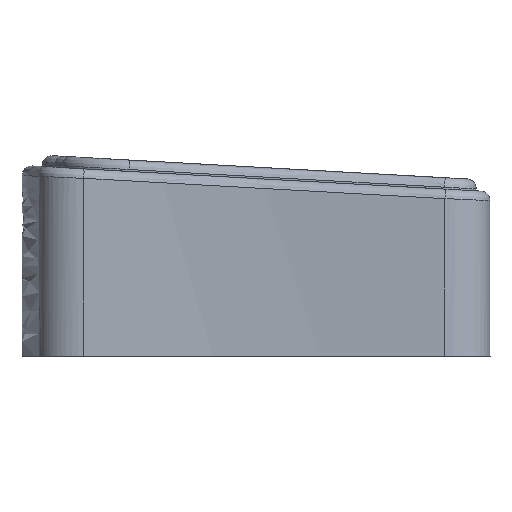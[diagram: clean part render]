
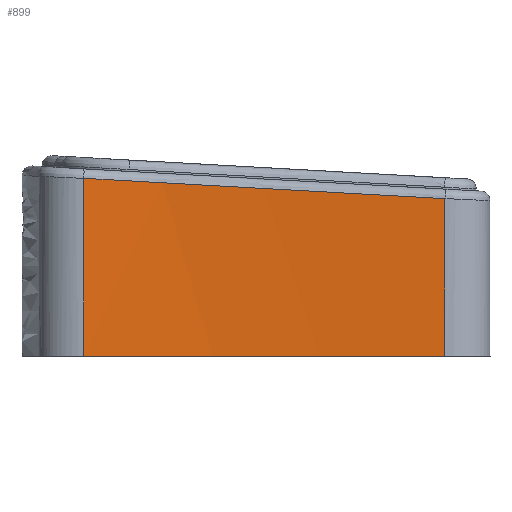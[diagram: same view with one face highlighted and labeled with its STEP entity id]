
A CAD part, left-side view. The second image highlights one B-rep face of the part: STEP entity #899.
In plain terms, the highlighted free-form (B-spline) face has degree [2, 1] with [3, 2] control points.
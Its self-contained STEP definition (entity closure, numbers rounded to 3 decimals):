
#899=ADVANCED_FACE('',(#1739),#15022,.T.);
#1739=FACE_OUTER_BOUND('',#2987,.T.);
#2987=EDGE_LOOP('',(#5963,#5964,#5965,#5966,#5967));
#5963=ORIENTED_EDGE('',*,*,#9519,.T.);
#5964=ORIENTED_EDGE('',*,*,#9506,.T.);
#5965=ORIENTED_EDGE('',*,*,#9465,.F.);
#5966=ORIENTED_EDGE('',*,*,#9466,.T.);
#5967=ORIENTED_EDGE('',*,*,#9463,.T.);
#9463=EDGE_CURVE('',#13798,#13828,#11921,.T.);
#9465=EDGE_CURVE('',#13799,#13829,#11922,.T.);
#9466=EDGE_CURVE('',#13799,#13798,#11819,.T.);
#9506=EDGE_CURVE('',#13832,#13829,#11961,.T.);
#9519=EDGE_CURVE('',#13828,#13832,#11826,.T.);
#11819=(
BOUNDED_CURVE()
B_SPLINE_CURVE(2,(#34635,#34636,#34637),.UNSPECIFIED.,.F.,.F.)
B_SPLINE_CURVE_WITH_KNOTS((3,3),(30.681,110.789),
 .UNSPECIFIED.)
CURVE()
GEOMETRIC_REPRESENTATION_ITEM()
RATIONAL_B_SPLINE_CURVE((1.,1.,1.))
REPRESENTATION_ITEM('')
);
#11826=(
BOUNDED_CURVE()
B_SPLINE_CURVE(3,(#35274,#35275,#35276,#35277,#35278,#35279,#35280,#35281),
 .UNSPECIFIED.,.F.,.F.)
B_SPLINE_CURVE_WITH_KNOTS((4,1,1,1,1,4),(-0.14,22.793,
47.135,71.476,84.208,95.834),
 .UNSPECIFIED.)
CURVE()
GEOMETRIC_REPRESENTATION_ITEM()
RATIONAL_B_SPLINE_CURVE((1.,1.,1.,1.,1.,1.,
1.,1.))
REPRESENTATION_ITEM('')
);
#11921=B_SPLINE_CURVE_WITH_KNOTS('',1,(#34626,#34627),.UNSPECIFIED.,.F.,
 .F.,(2,2),(0.,19.204),.UNSPECIFIED.);
#11922=B_SPLINE_CURVE_WITH_KNOTS('',1,(#34633,#34634),.UNSPECIFIED.,.F.,
 .F.,(2,2),(0.,21.672),.UNSPECIFIED.);
#11961=B_SPLINE_CURVE_WITH_KNOTS('',3,(#35132,#35133,#35134,#35135,#35136,
#35137,#35138,#35139,#35140,#35141,#35142,#35143),.UNSPECIFIED.,.F.,.F.,
(4,1,1,1,1,1,1,1,1,4),(0.,0.002,0.004,0.005,
0.007,0.009,0.011,0.012,
0.014,0.016),.UNSPECIFIED.);
#13798=VERTEX_POINT('',#33863);
#13799=VERTEX_POINT('',#33864);
#13828=VERTEX_POINT('',#33893);
#13829=VERTEX_POINT('',#33894);
#13832=VERTEX_POINT('',#33897);
#15022=(
BOUNDED_SURFACE()
B_SPLINE_SURFACE(2,1,((#27012,#27013),(#27014,#27015),(#27016,#27017)),
 .UNSPECIFIED.,.F.,.F.,.F.)
B_SPLINE_SURFACE_WITH_KNOTS((3,3),(2,2),(30.681,110.789),
(0.,42.),.UNSPECIFIED.)
GEOMETRIC_REPRESENTATION_ITEM()
RATIONAL_B_SPLINE_SURFACE(((1.,1.),(1.,1.),(1.,1.)))
REPRESENTATION_ITEM('')
SURFACE()
);
#27012=CARTESIAN_POINT('',(-100.,57.365,0.));
#27013=CARTESIAN_POINT('',(-100.,57.365,91.005));
#27014=CARTESIAN_POINT('',(-96.468,26.526,0.));
#27015=CARTESIAN_POINT('',(-96.468,26.526,91.005));
#27016=CARTESIAN_POINT('',(-100.,-37.943,0.));
#27017=CARTESIAN_POINT('',(-100.,-37.943,91.005));
#33863=CARTESIAN_POINT('',(-100.,-37.943,0.));
#33864=CARTESIAN_POINT('',(-100.,57.365,0.));
#33893=CARTESIAN_POINT('',(-100.,-37.943,41.61));
#33894=CARTESIAN_POINT('',(-100.,57.365,46.958));
#33897=CARTESIAN_POINT('',(-100.,57.364,46.974));
#34626=CARTESIAN_POINT('',(-100.,-37.943,0.));
#34627=CARTESIAN_POINT('',(-100.,-37.943,41.61));
#34633=CARTESIAN_POINT('',(-100.,57.365,0.));
#34634=CARTESIAN_POINT('',(-100.,57.365,46.958));
#34635=CARTESIAN_POINT('',(-100.,57.365,0.));
#34636=CARTESIAN_POINT('',(-96.468,26.526,0.));
#34637=CARTESIAN_POINT('',(-100.,-37.943,0.));
#35132=CARTESIAN_POINT('',(-100.,57.364,46.974));
#35133=CARTESIAN_POINT('',(-100.,57.364,46.973));
#35134=CARTESIAN_POINT('',(-100.,57.365,46.972));
#35135=CARTESIAN_POINT('',(-100.,57.365,46.97));
#35136=CARTESIAN_POINT('',(-100.,57.365,46.968));
#35137=CARTESIAN_POINT('',(-100.,57.365,46.967));
#35138=CARTESIAN_POINT('',(-100.,57.365,46.965));
#35139=CARTESIAN_POINT('',(-100.,57.365,46.963));
#35140=CARTESIAN_POINT('',(-100.,57.365,46.961));
#35141=CARTESIAN_POINT('',(-100.,57.365,46.959));
#35142=CARTESIAN_POINT('',(-100.,57.365,46.958));
#35143=CARTESIAN_POINT('',(-100.,57.365,46.958));
#35274=CARTESIAN_POINT('',(-100.,-37.943,41.61));
#35275=CARTESIAN_POINT('',(-99.583,-30.334,42.037));
#35276=CARTESIAN_POINT('',(-98.834,-14.645,42.918));
#35277=CARTESIAN_POINT('',(-98.172,9.122,44.253));
#35278=CARTESIAN_POINT('',(-98.218,29.485,45.398));
#35279=CARTESIAN_POINT('',(-98.899,45.575,46.305));
#35280=CARTESIAN_POINT('',(-99.568,53.573,46.758));
#35281=CARTESIAN_POINT('',(-100.,57.364,46.974));
